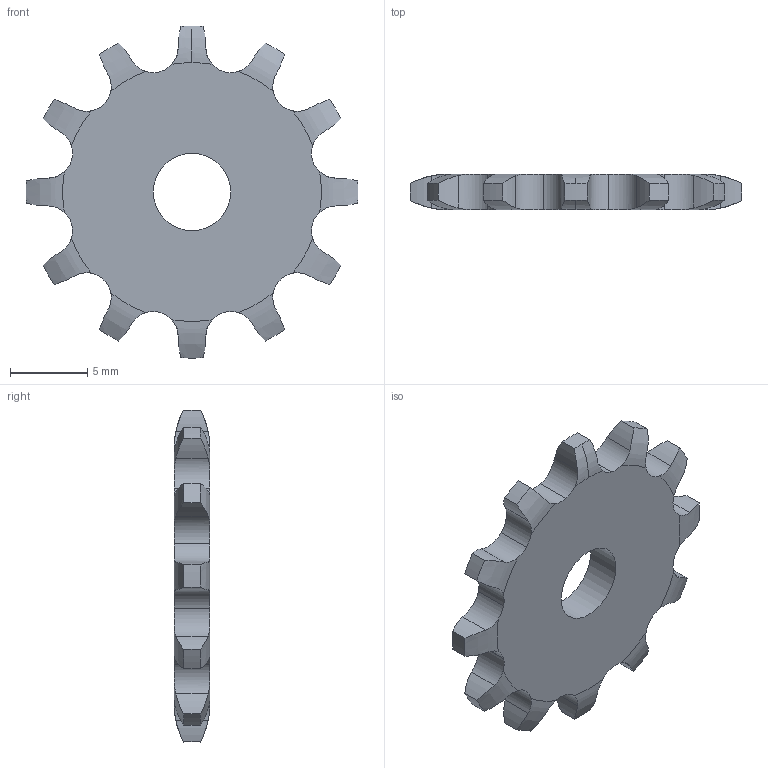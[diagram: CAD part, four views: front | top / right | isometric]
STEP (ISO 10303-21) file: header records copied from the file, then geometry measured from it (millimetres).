
FILE_DESCRIPTION(('FreeCAD Model'),'2;1');
FILE_NAME('Open CASCADE Shape Model','2021-12-27T16:23:27',('FreeCAD'),( 'FreeCAD'),'Open CASCADE STEP processor 7.4','FreeCAD','Unknown');
FILE_SCHEMA(('AUTOMOTIVE_DESIGN { 1 0 10303 214 1 1 1 1 }'));
Length unit declared in the file: millimetre
Products named in the file (1): Open CASCADE STEP translator 7.4 91
Bounding box: 21.49 x 2.3 x 21.5 mm (x, y, z)
Volume: 553.2 mm3; surface area: 726.5 mm2
Topology: 1 solids, 1 shells, 113 faces, 333 edges, 222 vertices
Faces by surface type: cylinder 61, plane 26, revolution 26
Full cylindrical faces by diameter (mm): 5 x1
Entity records: 10947 total; most frequent: CARTESIAN_POINT 4763, DIRECTION 1030, ORIENTED_EDGE 666, PCURVE 666, DEFINITIONAL_REPRESENTATION 666, LINE 531, VECTOR 531, EDGE_CURVE 333
